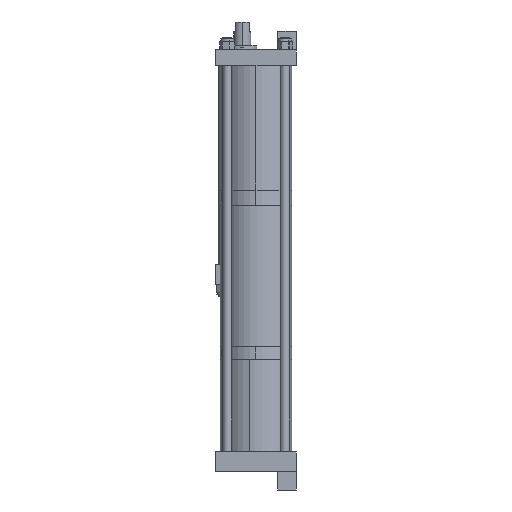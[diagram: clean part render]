
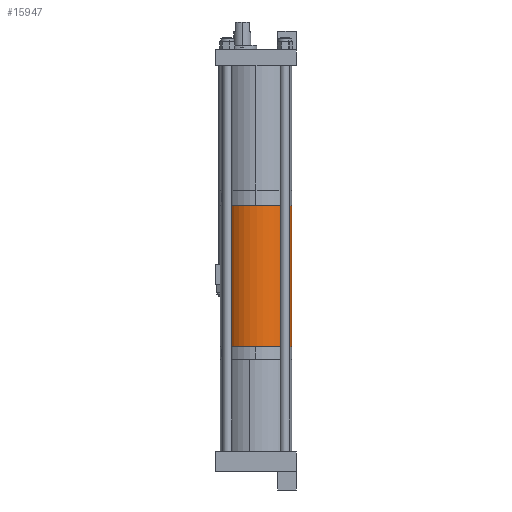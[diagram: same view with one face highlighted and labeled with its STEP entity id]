
A CAD part, left-side view. The second image highlights one B-rep face of the part: STEP entity #15947.
In plain terms, the highlighted cylindrical face has radius 73.025 mm (diameter 146.05 mm), a partial arc.
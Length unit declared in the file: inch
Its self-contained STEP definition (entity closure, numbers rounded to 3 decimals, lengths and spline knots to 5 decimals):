
#120 = VERTEX_POINT ( 'NONE', #12930 ) ;
#281 = CARTESIAN_POINT ( 'NONE',  ( 2.875, 0., 0. ) ) ;
#731 = EDGE_LOOP ( 'NONE', ( #6880, #10603, #3210, #6262 ) ) ;
#1337 = CIRCLE ( 'NONE', #16114, 2.875 ) ;
#1344 = DIRECTION ( 'NONE',  ( 0., 0., -1. ) ) ;
#1599 = VERTEX_POINT ( 'NONE', #16434 ) ;
#3210 = ORIENTED_EDGE ( 'NONE', *, *, #14295, .T. ) ;
#3957 = VERTEX_POINT ( 'NONE', #281 ) ;
#3989 = CYLINDRICAL_SURFACE ( 'NONE', #8362, 2.875 ) ;
#5808 = FACE_OUTER_BOUND ( 'NONE', #731, .T. ) ;
#5881 = VERTEX_POINT ( 'NONE', #14595 ) ;
#6262 = ORIENTED_EDGE ( 'NONE', *, *, #7231, .T. ) ;
#6295 = DIRECTION ( 'NONE',  ( 0., 0., -1. ) ) ;
#6476 = CARTESIAN_POINT ( 'NONE',  ( 2.875, 0., 11.378 ) ) ;
#6880 = ORIENTED_EDGE ( 'NONE', *, *, #14424, .F. ) ;
#7231 = EDGE_CURVE ( 'NONE', #1599, #3957, #10830, .T. ) ;
#7239 = DIRECTION ( 'NONE',  ( 1., 0., 0. ) ) ;
#7452 = CARTESIAN_POINT ( 'NONE',  ( 0., 0., 11.378 ) ) ;
#7622 = AXIS2_PLACEMENT_3D ( 'NONE', #14898, #11100, #7239 ) ;
#8362 = AXIS2_PLACEMENT_3D ( 'NONE', #11807, #6295, #16603 ) ;
#8544 = EDGE_CURVE ( 'NONE', #5881, #120, #1337, .T. ) ;
#10603 = ORIENTED_EDGE ( 'NONE', *, *, #8544, .F. ) ;
#10830 = CIRCLE ( 'NONE', #7622, 2.875 ) ;
#11100 = DIRECTION ( 'NONE',  ( 0., 0., 1. ) ) ;
#11463 = VECTOR ( 'NONE', #1344, 39.37008 ) ;
#11807 = CARTESIAN_POINT ( 'NONE',  ( 0., 0., 11.378 ) ) ;
#12535 = CARTESIAN_POINT ( 'NONE',  ( -2.875, 0., 11.378 ) ) ;
#12810 = DIRECTION ( 'NONE',  ( 1., 0., 0. ) ) ;
#12930 = CARTESIAN_POINT ( 'NONE',  ( 2.875, 0., 11.378 ) ) ;
#13056 = VECTOR ( 'NONE', #16610, 39.37008 ) ;
#14295 = EDGE_CURVE ( 'NONE', #5881, #1599, #16274, .T. ) ;
#14424 = EDGE_CURVE ( 'NONE', #120, #3957, #15041, .T. ) ;
#14595 = CARTESIAN_POINT ( 'NONE',  ( -2.875, 0., 11.378 ) ) ;
#14898 = CARTESIAN_POINT ( 'NONE',  ( 0., 0., 0. ) ) ;
#15041 = LINE ( 'NONE', #6476, #11463 ) ;
#15947 = ADVANCED_FACE ( 'NONE', ( #5808 ), #3989, .T. ) ;
#16114 = AXIS2_PLACEMENT_3D ( 'NONE', #7452, #16386, #12810 ) ;
#16274 = LINE ( 'NONE', #12535, #13056 ) ;
#16386 = DIRECTION ( 'NONE',  ( 0., 0., 1. ) ) ;
#16434 = CARTESIAN_POINT ( 'NONE',  ( -2.875, 0., 0. ) ) ;
#16603 = DIRECTION ( 'NONE',  ( -1., 0., 0. ) ) ;
#16610 = DIRECTION ( 'NONE',  ( 0., 0., -1. ) ) ;
